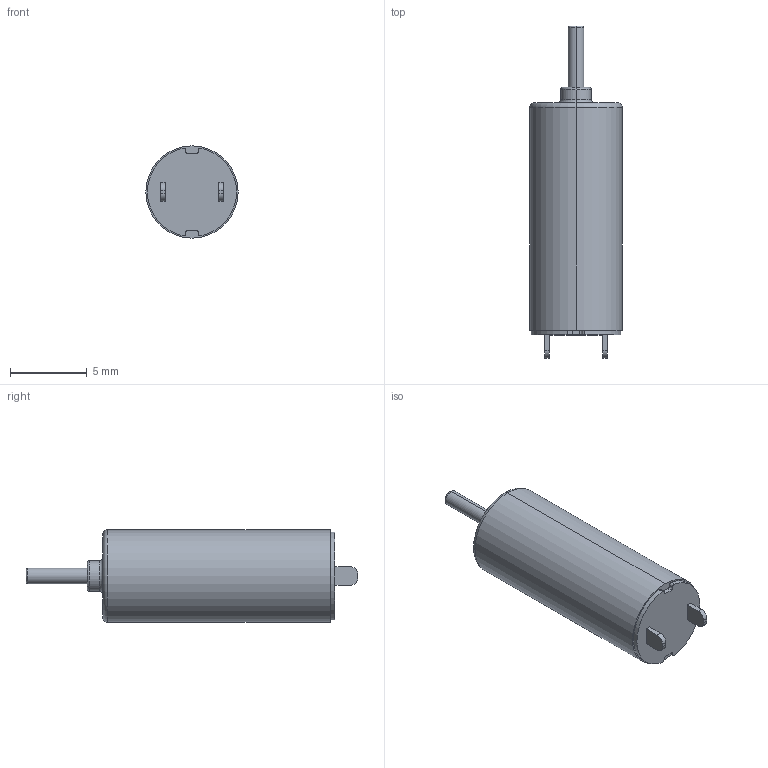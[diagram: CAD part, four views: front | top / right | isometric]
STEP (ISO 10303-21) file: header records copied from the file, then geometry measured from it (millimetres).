
FILE_DESCRIPTION (( 'STEP AP214' ), '1' );
FILE_NAME ('dc_micro_motor.STEP', '2016-10-27T09:39:41', ( '' ), ( '' ), 'SwSTEP 2.0', 'SolidWorks 2016', '' );
FILE_SCHEMA (( 'AUTOMOTIVE_DESIGN' ));
Length unit declared in the file: millimetre
Products named in the file (2): dc_micro_motor
Bounding box: 6 x 21.6 x 6 mm (x, y, z)
Volume: 433 mm3; surface area: 424.6 mm2
Topology: 4 solids, 4 shells, 57 faces, 130 edges, 84 vertices
Faces by surface type: plane 25, cylinder 24, torus 8
Entity records: 2327 total; most frequent: DIRECTION 312, CARTESIAN_POINT 273, ORIENTED_EDGE 260, EDGE_CURVE 130, AXIS2_PLACEMENT_3D 123, VERTEX_POINT 84, VECTOR 66, LINE 66
